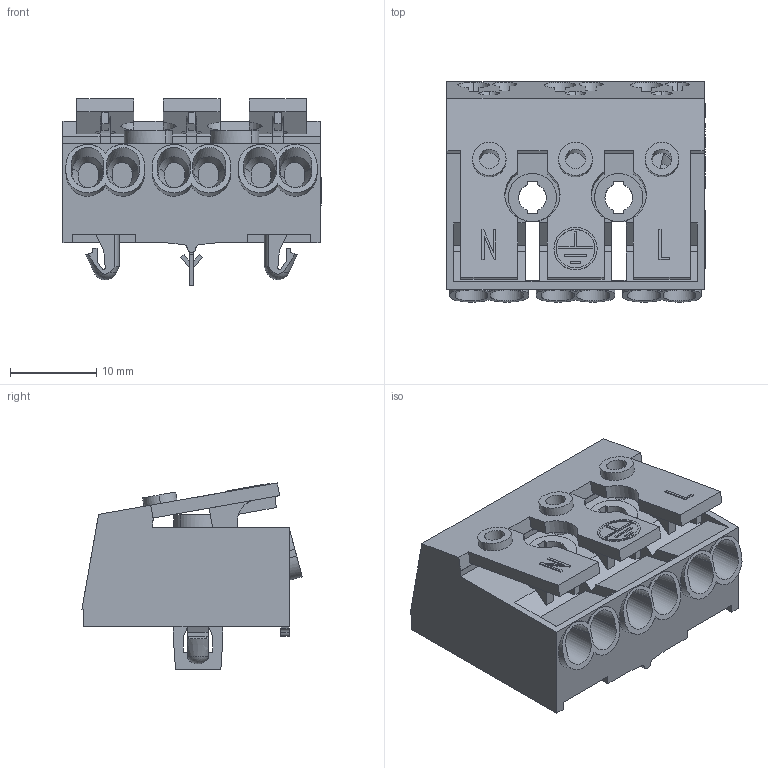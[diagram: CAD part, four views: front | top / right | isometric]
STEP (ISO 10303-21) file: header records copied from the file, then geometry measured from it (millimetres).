
FILE_DESCRIPTION (( 'STEP AP214' ), '1' );
FILE_NAME ('BJB Terminal block 3 poles 46.413.1115.50.STEP', '2021-10-14T15:10:58', ( '' ), ( '' ), 'SwSTEP 2.0', 'SolidWorks 2021', '' );
FILE_SCHEMA (( 'AUTOMOTIVE_DESIGN' ));
Length unit declared in the file: millimetre
Products named in the file (1): BJB Terminal block 3 poles 46.413.1115.50
Bounding box: 29.9 x 25.53 x 21.58 mm (x, y, z)
Volume: 6921.6 mm3; surface area: 5802.6 mm2
Topology: 2 solids, 2 shells, 541 faces, 1477 edges, 977 vertices
Faces by surface type: plane 370, cylinder 131, bspline 30, cone 6, sphere 4
Entity records: 28305 total; most frequent: CARTESIAN_POINT 8922, ORIENTED_EDGE 2930, DIRECTION 2560, EDGE_CURVE 1465, LINE 1040, VECTOR 1040, VERTEX_POINT 971, AXIS2_PLACEMENT_3D 760
